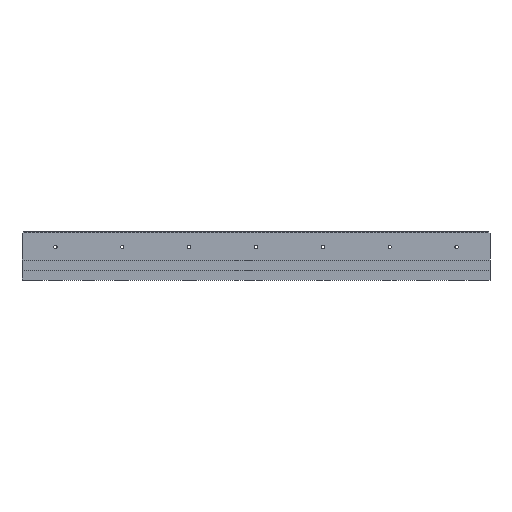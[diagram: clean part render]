
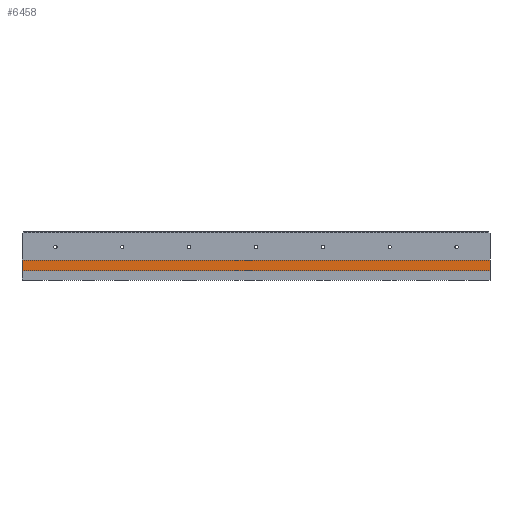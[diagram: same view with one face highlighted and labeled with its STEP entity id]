
A CAD part, left-side view. The second image highlights one B-rep face of the part: STEP entity #6458.
In plain terms, the highlighted planar face has unit normal (-1, 0, 0).
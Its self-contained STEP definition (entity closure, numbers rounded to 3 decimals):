
#6458 = ADVANCED_FACE( '', ( #13170 ), #13171, .F. );
#13170 = FACE_OUTER_BOUND( '', #20047, .T. );
#13171 = PLANE( '', #20048 );
#20047 = EDGE_LOOP( '', ( #40560, #40561, #40562, #40563 ) );
#20048 = AXIS2_PLACEMENT_3D( '', #40564, #40565, #40566 );
#40560 = ORIENTED_EDGE( '', *, *, #47817, .T. );
#40561 = ORIENTED_EDGE( '', *, *, #47924, .F. );
#40562 = ORIENTED_EDGE( '', *, *, #43113, .F. );
#40563 = ORIENTED_EDGE( '', *, *, #47684, .T. );
#40564 = CARTESIAN_POINT( '', ( -29., 350., -22. ) );
#40565 = DIRECTION( '', ( 1., 0., 0. ) );
#40566 = DIRECTION( '', ( 0., 0., -1. ) );
#43113 = EDGE_CURVE( '', #52191, #52193, #52194, .T. );
#47684 = EDGE_CURVE( '', #52191, #59863, #59865, .T. );
#47817 = EDGE_CURVE( '', #59863, #60057, #60059, .T. );
#47924 = EDGE_CURVE( '', #52193, #60057, #60217, .T. );
#52191 = VERTEX_POINT( '', #65748 );
#52193 = VERTEX_POINT( '', #65751 );
#52194 = LINE( '', #65752, #65753 );
#59863 = VERTEX_POINT( '', #77085 );
#59865 = LINE( '', #77088, #77089 );
#60057 = VERTEX_POINT( '', #77379 );
#60059 = LINE( '', #77382, #77383 );
#60217 = LINE( '', #77623, #77624 );
#65748 = CARTESIAN_POINT( '', ( -29., 350., -22. ) );
#65751 = CARTESIAN_POINT( '', ( -29., 350., -6. ) );
#65752 = CARTESIAN_POINT( '', ( -29., 350., -22. ) );
#65753 = VECTOR( '', #85470, 1000. );
#77085 = CARTESIAN_POINT( '', ( -29., -350., -22. ) );
#77088 = CARTESIAN_POINT( '', ( -29., 350., -22. ) );
#77089 = VECTOR( '', #89402, 1000. );
#77379 = CARTESIAN_POINT( '', ( -29., -350., -6. ) );
#77382 = CARTESIAN_POINT( '', ( -29., -350., -22. ) );
#77383 = VECTOR( '', #89499, 1000. );
#77623 = CARTESIAN_POINT( '', ( -29., 350., -6. ) );
#77624 = VECTOR( '', #89579, 1000. );
#85470 = DIRECTION( '', ( 0., 0., 1. ) );
#89402 = DIRECTION( '', ( 0., -1., 0. ) );
#89499 = DIRECTION( '', ( 0., 0., 1. ) );
#89579 = DIRECTION( '', ( 0., -1., 0. ) );
